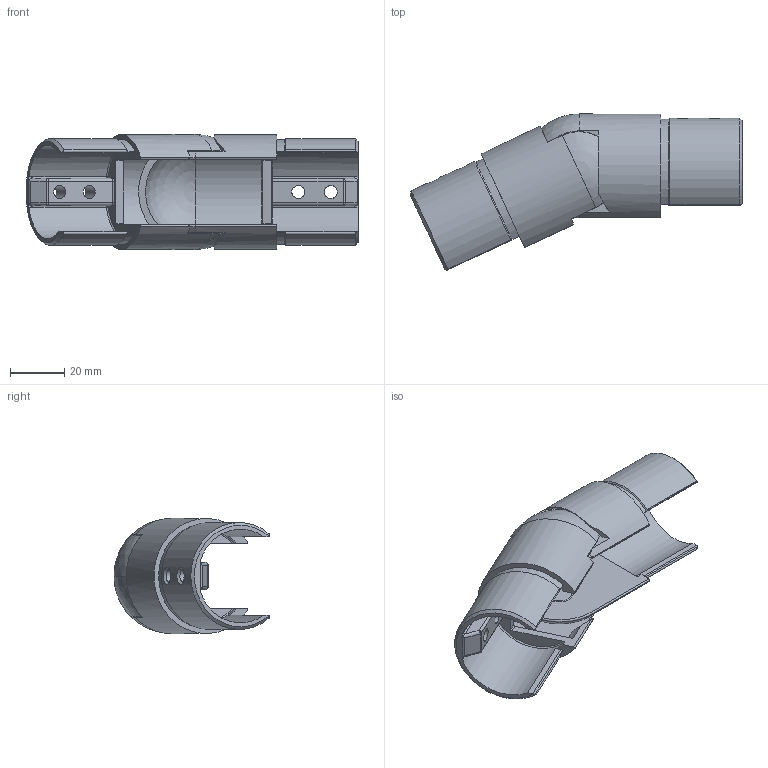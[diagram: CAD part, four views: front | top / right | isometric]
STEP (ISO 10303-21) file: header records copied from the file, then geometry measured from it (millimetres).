
FILE_DESCRIPTION (( 'STEP AP203' ), '1' );
FILE_NAME ('A_6302-042.STEP', '2019-02-19T11:50:12', ( '' ), ( '' ), 'SwSTEP 2.0', 'SolidWorks 2018', '' );
FILE_SCHEMA (( 'CONFIG_CONTROL_DESIGN' ));
Length unit declared in the file: millimetre
Products named in the file (4): A_6302-042.P3; A_6302-042.P1; A_6302-042.P2_PRE ZOSTAVU; A_6302-042
Assembly tree (4 placements, depth 2):
  A_6302-042
    A_6302-042.P1
    A_6302-042.P2_PRE ZOSTAVU
    A_6302-042.P3  x2
Bounding box: 122.28 x 57.46 x 42.4 mm (x, y, z)
Volume: 44995.5 mm3; surface area: 30485.9 mm2
Topology: 4 solids, 4 shells, 193 faces, 507 edges, 313 vertices
Faces by surface type: cylinder 87, plane 44, sphere 17, cone 17, torus 16, bspline 12
Entity records: 10813 total; most frequent: CARTESIAN_POINT 5907, DIRECTION 957, ORIENTED_EDGE 950, EDGE_CURVE 475, AXIS2_PLACEMENT_3D 392, VERTEX_POINT 298, CIRCLE 212, EDGE_LOOP 199
